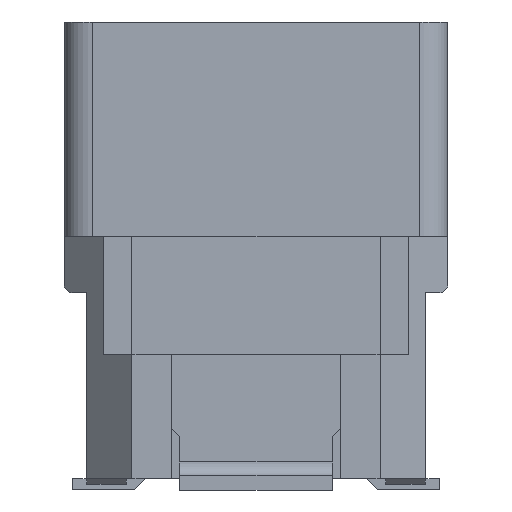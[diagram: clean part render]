
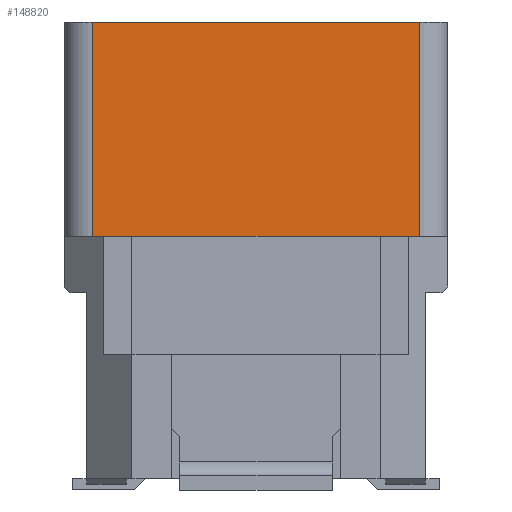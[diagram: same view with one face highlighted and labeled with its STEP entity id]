
A CAD part, left-side view. The second image highlights one B-rep face of the part: STEP entity #148820.
In plain terms, the highlighted planar face has unit normal (-1, 0, 0).
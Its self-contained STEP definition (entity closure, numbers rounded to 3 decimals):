
#54080=CARTESIAN_POINT('',(36.215,-87.1,
3.2));
#54090=VERTEX_POINT('',#54080);
#54120=CARTESIAN_POINT('',(36.215,-89.086,
3.2));
#54130=DIRECTION('',(0.,1.,0.));
#54140=VECTOR('',#54130,1.);
#54150=LINE('',#54120,#54140);
#54160=CARTESIAN_POINT('',(36.215,-92.9,
3.2));
#54170=VERTEX_POINT('',#54160);
#54180=EDGE_CURVE('',#54170,#54090,#54150,.T.);
#140200=CARTESIAN_POINT('',(36.215,-92.9,
7.));
#140210=VERTEX_POINT('',#140200);
#140240=CARTESIAN_POINT('',(36.215,-89.086,
7.));
#140250=DIRECTION('',(0.,-1.,0.));
#140260=VECTOR('',#140250,1.);
#140270=LINE('',#140240,#140260);
#140280=CARTESIAN_POINT('',(36.215,-87.1,
7.));
#140290=VERTEX_POINT('',#140280);
#140300=EDGE_CURVE('',#140290,#140210,#140270,.T.);
#141800=CARTESIAN_POINT('',(36.215,-92.9,
0.2));
#141810=DIRECTION('',(0.,0.,1.));
#141820=VECTOR('',#141810,1.);
#141830=LINE('',#141800,#141820);
#141840=EDGE_CURVE('',#54170,#140210,#141830,.T.);
#148660=CARTESIAN_POINT('',(36.215,-90.668,
0.867));
#148670=DIRECTION('',(-1.,0.,0.));
#148680=DIRECTION('',(0.,1.,0.));
#148690=AXIS2_PLACEMENT_3D('',#148660,#148670,#148680);
#148700=PLANE('',#148690);
#148710=ORIENTED_EDGE('',*,*,#141840,.T.);
#148720=ORIENTED_EDGE('',*,*,#54180,.F.);
#148730=CARTESIAN_POINT('',(36.215,-87.1,
0.2));
#148740=DIRECTION('',(0.,0.,-1.));
#148750=VECTOR('',#148740,1.);
#148760=LINE('',#148730,#148750);
#148770=EDGE_CURVE('',#140290,#54090,#148760,.T.);
#148780=ORIENTED_EDGE('',*,*,#148770,.T.);
#148790=ORIENTED_EDGE('',*,*,#140300,.F.);
#148800=EDGE_LOOP('',(#148790,#148780,#148720,#148710));
#148810=FACE_OUTER_BOUND('',#148800,.T.);
#148820=ADVANCED_FACE('',(#148810),#148700,.T.);
